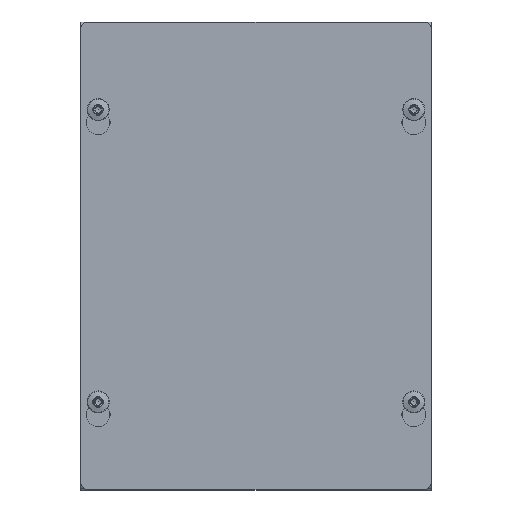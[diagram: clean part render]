
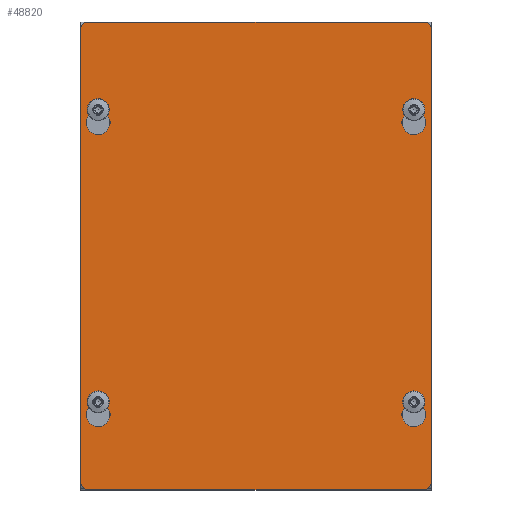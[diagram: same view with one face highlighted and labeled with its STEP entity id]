
A CAD part, top view. The second image highlights one B-rep face of the part: STEP entity #48820.
In plain terms, the highlighted planar face has unit normal (0, 0, 1).
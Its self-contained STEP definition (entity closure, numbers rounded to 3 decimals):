
#4170=FACE_BOUND('',#9228,.T.);
#4171=FACE_BOUND('',#9229,.T.);
#4172=FACE_BOUND('',#9230,.T.);
#4173=FACE_BOUND('',#9231,.T.);
#4644=PLANE('',#51903);
#6505=FACE_OUTER_BOUND('',#9227,.T.);
#9227=EDGE_LOOP('',(#36174,#36175,#36176,#36177,#36178,#36179,#36180,#36181));
#9228=EDGE_LOOP('',(#36182,#36183,#36184,#36185));
#9229=EDGE_LOOP('',(#36186,#36187,#36188,#36189));
#9230=EDGE_LOOP('',(#36190,#36191,#36192,#36193));
#9231=EDGE_LOOP('',(#36194,#36195,#36196,#36197));
#12416=LINE('',#66222,#17597);
#12420=LINE('',#66232,#17601);
#12424=LINE('',#66246,#17605);
#12428=LINE('',#66256,#17609);
#12432=LINE('',#66270,#17613);
#12436=LINE('',#66280,#17617);
#12440=LINE('',#66294,#17621);
#12444=LINE('',#66304,#17625);
#12449=LINE('',#66319,#17630);
#12455=LINE('',#66340,#17636);
#12459=LINE('',#66351,#17640);
#12460=LINE('',#66353,#17641);
#17597=VECTOR('',#55632,0.394);
#17601=VECTOR('',#55644,0.394);
#17605=VECTOR('',#55656,0.394);
#17609=VECTOR('',#55668,0.394);
#17613=VECTOR('',#55680,0.394);
#17617=VECTOR('',#55692,0.394);
#17621=VECTOR('',#55704,0.394);
#17625=VECTOR('',#55716,0.394);
#17630=VECTOR('',#55729,0.394);
#17636=VECTOR('',#55749,0.394);
#17640=VECTOR('',#55763,0.394);
#17641=VECTOR('',#55766,0.394);
#22306=CIRCLE('',#51856,0.203);
#22308=CIRCLE('',#51860,0.117);
#22310=CIRCLE('',#51864,0.203);
#22312=CIRCLE('',#51868,0.117);
#22314=CIRCLE('',#51872,0.203);
#22316=CIRCLE('',#51876,0.117);
#22318=CIRCLE('',#51880,0.203);
#22320=CIRCLE('',#51884,0.117);
#22321=CIRCLE('',#51887,0.125);
#22326=CIRCLE('',#51895,0.125);
#22327=CIRCLE('',#51898,0.125);
#22328=CIRCLE('',#51900,0.125);
#23123=VERTEX_POINT('',#66210);
#23126=VERTEX_POINT('',#66215);
#23128=VERTEX_POINT('',#66221);
#23130=VERTEX_POINT('',#66227);
#23131=VERTEX_POINT('',#66234);
#23134=VERTEX_POINT('',#66239);
#23136=VERTEX_POINT('',#66245);
#23138=VERTEX_POINT('',#66251);
#23139=VERTEX_POINT('',#66258);
#23142=VERTEX_POINT('',#66263);
#23144=VERTEX_POINT('',#66269);
#23146=VERTEX_POINT('',#66275);
#23147=VERTEX_POINT('',#66282);
#23150=VERTEX_POINT('',#66287);
#23152=VERTEX_POINT('',#66293);
#23154=VERTEX_POINT('',#66299);
#23155=VERTEX_POINT('',#66306);
#23156=VERTEX_POINT('',#66307);
#23160=VERTEX_POINT('',#66317);
#23166=VERTEX_POINT('',#66333);
#23167=VERTEX_POINT('',#66334);
#23168=VERTEX_POINT('',#66339);
#23169=VERTEX_POINT('',#66343);
#23170=VERTEX_POINT('',#66347);
#28101=EDGE_CURVE('',#23123,#23126,#22306,.T.);
#28103=EDGE_CURVE('',#23128,#23123,#12416,.T.);
#28106=EDGE_CURVE('',#23130,#23128,#22308,.T.);
#28109=EDGE_CURVE('',#23126,#23130,#12420,.T.);
#28113=EDGE_CURVE('',#23131,#23134,#22310,.T.);
#28115=EDGE_CURVE('',#23136,#23131,#12424,.T.);
#28118=EDGE_CURVE('',#23138,#23136,#22312,.T.);
#28121=EDGE_CURVE('',#23134,#23138,#12428,.T.);
#28125=EDGE_CURVE('',#23139,#23142,#22314,.T.);
#28127=EDGE_CURVE('',#23144,#23139,#12432,.T.);
#28130=EDGE_CURVE('',#23146,#23144,#22316,.T.);
#28133=EDGE_CURVE('',#23142,#23146,#12436,.T.);
#28137=EDGE_CURVE('',#23147,#23150,#22318,.T.);
#28139=EDGE_CURVE('',#23152,#23147,#12440,.T.);
#28142=EDGE_CURVE('',#23154,#23152,#22320,.T.);
#28145=EDGE_CURVE('',#23150,#23154,#12444,.T.);
#28146=EDGE_CURVE('',#23155,#23156,#22321,.T.);
#28152=EDGE_CURVE('',#23160,#23155,#12449,.T.);
#28159=EDGE_CURVE('',#23166,#23167,#22326,.T.);
#28162=EDGE_CURVE('',#23167,#23168,#12455,.T.);
#28164=EDGE_CURVE('',#23168,#23169,#22327,.T.);
#28166=EDGE_CURVE('',#23170,#23160,#22328,.T.);
#28168=EDGE_CURVE('',#23169,#23170,#12459,.T.);
#28169=EDGE_CURVE('',#23156,#23166,#12460,.T.);
#36174=ORIENTED_EDGE('',*,*,#28146,.F.);
#36175=ORIENTED_EDGE('',*,*,#28152,.F.);
#36176=ORIENTED_EDGE('',*,*,#28166,.F.);
#36177=ORIENTED_EDGE('',*,*,#28168,.F.);
#36178=ORIENTED_EDGE('',*,*,#28164,.F.);
#36179=ORIENTED_EDGE('',*,*,#28162,.F.);
#36180=ORIENTED_EDGE('',*,*,#28159,.F.);
#36181=ORIENTED_EDGE('',*,*,#28169,.F.);
#36182=ORIENTED_EDGE('',*,*,#28101,.T.);
#36183=ORIENTED_EDGE('',*,*,#28109,.T.);
#36184=ORIENTED_EDGE('',*,*,#28106,.T.);
#36185=ORIENTED_EDGE('',*,*,#28103,.T.);
#36186=ORIENTED_EDGE('',*,*,#28113,.T.);
#36187=ORIENTED_EDGE('',*,*,#28121,.T.);
#36188=ORIENTED_EDGE('',*,*,#28118,.T.);
#36189=ORIENTED_EDGE('',*,*,#28115,.T.);
#36190=ORIENTED_EDGE('',*,*,#28125,.T.);
#36191=ORIENTED_EDGE('',*,*,#28133,.T.);
#36192=ORIENTED_EDGE('',*,*,#28130,.T.);
#36193=ORIENTED_EDGE('',*,*,#28127,.T.);
#36194=ORIENTED_EDGE('',*,*,#28137,.T.);
#36195=ORIENTED_EDGE('',*,*,#28145,.T.);
#36196=ORIENTED_EDGE('',*,*,#28142,.T.);
#36197=ORIENTED_EDGE('',*,*,#28139,.T.);
#48820=ADVANCED_FACE('',(#6505,#4170,#4171,#4172,#4173),#4644,.T.);
#51856=AXIS2_PLACEMENT_3D('',#66217,#55627,#55628);
#51860=AXIS2_PLACEMENT_3D('',#66228,#55638,#55639);
#51864=AXIS2_PLACEMENT_3D('',#66241,#55651,#55652);
#51868=AXIS2_PLACEMENT_3D('',#66252,#55662,#55663);
#51872=AXIS2_PLACEMENT_3D('',#66265,#55675,#55676);
#51876=AXIS2_PLACEMENT_3D('',#66276,#55686,#55687);
#51880=AXIS2_PLACEMENT_3D('',#66289,#55699,#55700);
#51884=AXIS2_PLACEMENT_3D('',#66300,#55710,#55711);
#51887=AXIS2_PLACEMENT_3D('',#66308,#55719,#55720);
#51895=AXIS2_PLACEMENT_3D('',#66335,#55743,#55744);
#51898=AXIS2_PLACEMENT_3D('',#66344,#55753,#55754);
#51900=AXIS2_PLACEMENT_3D('',#66348,#55758,#55759);
#51903=AXIS2_PLACEMENT_3D('',#66354,#55767,#55768);
#55627=DIRECTION('center_axis',(0.,0.,-1.));
#55628=DIRECTION('ref_axis',(1.,0.,0.));
#55632=DIRECTION('',(0.,-1.,0.));
#55638=DIRECTION('center_axis',(0.,0.,-1.));
#55639=DIRECTION('ref_axis',(1.,0.,0.));
#55644=DIRECTION('',(0.,1.,0.));
#55651=DIRECTION('center_axis',(0.,0.,-1.));
#55652=DIRECTION('ref_axis',(1.,0.,0.));
#55656=DIRECTION('',(0.,-1.,0.));
#55662=DIRECTION('center_axis',(0.,0.,-1.));
#55663=DIRECTION('ref_axis',(1.,0.,0.));
#55668=DIRECTION('',(0.,1.,0.));
#55675=DIRECTION('center_axis',(0.,0.,-1.));
#55676=DIRECTION('ref_axis',(1.,0.,0.));
#55680=DIRECTION('',(0.,-1.,0.));
#55686=DIRECTION('center_axis',(0.,0.,-1.));
#55687=DIRECTION('ref_axis',(1.,0.,0.));
#55692=DIRECTION('',(0.,1.,0.));
#55699=DIRECTION('center_axis',(0.,0.,-1.));
#55700=DIRECTION('ref_axis',(1.,0.,0.));
#55704=DIRECTION('',(0.,-1.,0.));
#55710=DIRECTION('center_axis',(0.,0.,-1.));
#55711=DIRECTION('ref_axis',(1.,0.,0.));
#55716=DIRECTION('',(0.,1.,0.));
#55719=DIRECTION('center_axis',(0.,0.,-1.));
#55720=DIRECTION('ref_axis',(0.707,0.707,0.));
#55729=DIRECTION('',(1.,0.,0.));
#55743=DIRECTION('center_axis',(0.,0.,-1.));
#55744=DIRECTION('ref_axis',(0.707,-0.707,0.));
#55749=DIRECTION('',(-1.,0.,0.));
#55753=DIRECTION('center_axis',(0.,0.,-1.));
#55754=DIRECTION('ref_axis',(-0.707,-0.707,0.));
#55758=DIRECTION('center_axis',(0.,0.,-1.));
#55759=DIRECTION('ref_axis',(-0.707,0.707,0.));
#55763=DIRECTION('',(0.,1.,0.));
#55766=DIRECTION('',(0.,-1.,0.));
#55767=DIRECTION('center_axis',(0.,0.,1.));
#55768=DIRECTION('ref_axis',(1.,0.,0.));
#66210=CARTESIAN_POINT('',(-2.583,2.444,0.053));
#66215=CARTESIAN_POINT('',(-2.817,2.444,0.053));
#66217=CARTESIAN_POINT('Origin',(-2.7,2.278,0.053));
#66221=CARTESIAN_POINT('',(-2.583,2.5,0.053));
#66222=CARTESIAN_POINT('',(-2.583,1.222,0.053));
#66227=CARTESIAN_POINT('',(-2.817,2.5,0.053));
#66228=CARTESIAN_POINT('Origin',(-2.7,2.5,0.053));
#66232=CARTESIAN_POINT('',(-2.817,1.25,0.053));
#66234=CARTESIAN_POINT('',(2.817,2.444,0.053));
#66239=CARTESIAN_POINT('',(2.583,2.444,0.053));
#66241=CARTESIAN_POINT('Origin',(2.7,2.278,0.053));
#66245=CARTESIAN_POINT('',(2.817,2.5,0.053));
#66246=CARTESIAN_POINT('',(2.817,1.222,0.053));
#66251=CARTESIAN_POINT('',(2.583,2.5,0.053));
#66252=CARTESIAN_POINT('Origin',(2.7,2.5,0.053));
#66256=CARTESIAN_POINT('',(2.583,1.25,0.053));
#66258=CARTESIAN_POINT('',(-2.583,-2.556,0.053));
#66263=CARTESIAN_POINT('',(-2.817,-2.556,0.053));
#66265=CARTESIAN_POINT('Origin',(-2.7,-2.722,0.053));
#66269=CARTESIAN_POINT('',(-2.583,-2.5,0.053));
#66270=CARTESIAN_POINT('',(-2.583,-1.278,0.053));
#66275=CARTESIAN_POINT('',(-2.817,-2.5,0.053));
#66276=CARTESIAN_POINT('Origin',(-2.7,-2.5,0.053));
#66280=CARTESIAN_POINT('',(-2.817,-1.25,0.053));
#66282=CARTESIAN_POINT('',(2.817,-2.556,0.053));
#66287=CARTESIAN_POINT('',(2.583,-2.556,0.053));
#66289=CARTESIAN_POINT('Origin',(2.7,-2.722,0.053));
#66293=CARTESIAN_POINT('',(2.817,-2.5,0.053));
#66294=CARTESIAN_POINT('',(2.817,-1.278,0.053));
#66299=CARTESIAN_POINT('',(2.583,-2.5,0.053));
#66300=CARTESIAN_POINT('Origin',(2.7,-2.5,0.053));
#66304=CARTESIAN_POINT('',(2.583,-1.25,0.053));
#66306=CARTESIAN_POINT('',(2.875,4.,0.053));
#66307=CARTESIAN_POINT('',(3.,3.875,0.053));
#66308=CARTESIAN_POINT('Origin',(2.875,3.875,0.053));
#66317=CARTESIAN_POINT('',(-2.875,4.,0.053));
#66319=CARTESIAN_POINT('',(3.,4.,0.053));
#66333=CARTESIAN_POINT('',(3.,-3.875,0.053));
#66334=CARTESIAN_POINT('',(2.875,-4.,0.053));
#66335=CARTESIAN_POINT('Origin',(2.875,-3.875,0.053));
#66339=CARTESIAN_POINT('',(-2.875,-4.,0.053));
#66340=CARTESIAN_POINT('',(-3.,-4.,0.053));
#66343=CARTESIAN_POINT('',(-3.,-3.875,0.053));
#66344=CARTESIAN_POINT('Origin',(-2.875,-3.875,0.053));
#66347=CARTESIAN_POINT('',(-3.,3.875,0.053));
#66348=CARTESIAN_POINT('Origin',(-2.875,3.875,0.053));
#66351=CARTESIAN_POINT('',(-3.,4.,0.053));
#66353=CARTESIAN_POINT('',(3.,-4.,0.053));
#66354=CARTESIAN_POINT('Origin',(0.,0.,0.053));
